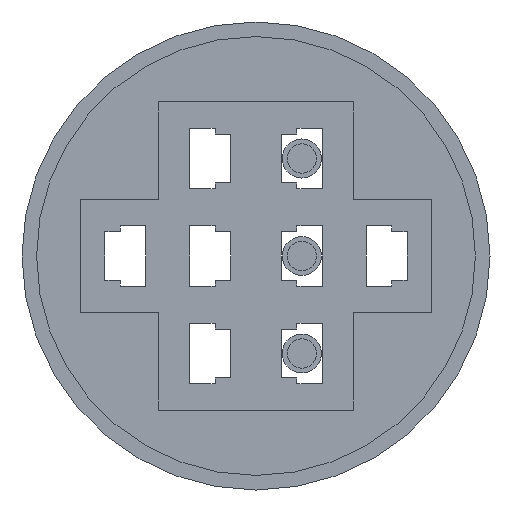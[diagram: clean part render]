
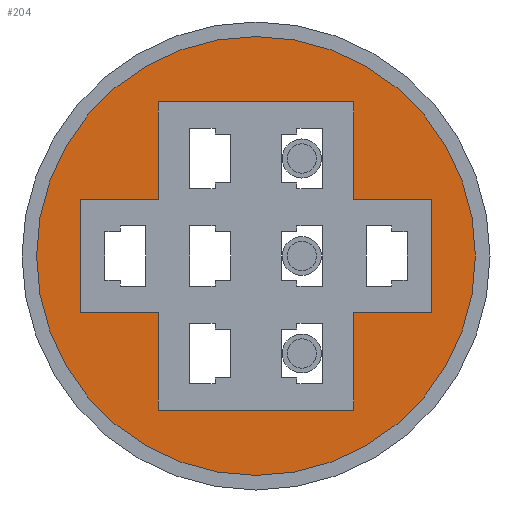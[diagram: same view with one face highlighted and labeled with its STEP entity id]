
A CAD part, front view. The second image highlights one B-rep face of the part: STEP entity #204.
In plain terms, the highlighted planar face has unit normal (0, -1, 0).
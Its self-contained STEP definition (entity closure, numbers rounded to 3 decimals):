
#204=ADVANCED_FACE('',(#1767,#1769),#1771,.T.);
#1767=FACE_BOUND('',#1768,.T.);
#1768=EDGE_LOOP('',(#3072));
#1769=FACE_BOUND('',#1770,.T.);
#1770=EDGE_LOOP('',(#3073,#3074,#3075,#3076,#3077,#3078,#3079,#3080,#3081,#3082,
#3083,#3084));
#1771=PLANE('',#1772);
#1772=AXIS2_PLACEMENT_3D('',#1773,#1774,#1775);
#1773=CARTESIAN_POINT('',(0.,-14.2,0.));
#1774=DIRECTION('',(0.,-1.,0.));
#1775=DIRECTION('',(1.,0.,0.));
#3072=ORIENTED_EDGE('',*,*,#3987,.T.);
#3073=ORIENTED_EDGE('',*,*,#3986,.T.);
#3074=ORIENTED_EDGE('',*,*,#3984,.T.);
#3075=ORIENTED_EDGE('',*,*,#3982,.T.);
#3076=ORIENTED_EDGE('',*,*,#3980,.T.);
#3077=ORIENTED_EDGE('',*,*,#3978,.T.);
#3078=ORIENTED_EDGE('',*,*,#3976,.T.);
#3079=ORIENTED_EDGE('',*,*,#3974,.T.);
#3080=ORIENTED_EDGE('',*,*,#3972,.T.);
#3081=ORIENTED_EDGE('',*,*,#3970,.T.);
#3082=ORIENTED_EDGE('',*,*,#3968,.T.);
#3083=ORIENTED_EDGE('',*,*,#3966,.T.);
#3084=ORIENTED_EDGE('',*,*,#3964,.T.);
#3964=EDGE_CURVE('',#4513,#4511,#4514,.T.);
#3966=EDGE_CURVE('',#4516,#4513,#4517,.T.);
#3968=EDGE_CURVE('',#4519,#4516,#4520,.T.);
#3970=EDGE_CURVE('',#4522,#4519,#4523,.T.);
#3972=EDGE_CURVE('',#4525,#4522,#4526,.T.);
#3974=EDGE_CURVE('',#4528,#4525,#4529,.T.);
#3976=EDGE_CURVE('',#4531,#4528,#4532,.T.);
#3978=EDGE_CURVE('',#4534,#4531,#4535,.T.);
#3980=EDGE_CURVE('',#4537,#4534,#4538,.T.);
#3982=EDGE_CURVE('',#4540,#4537,#4541,.T.);
#3984=EDGE_CURVE('',#4543,#4540,#4544,.T.);
#3986=EDGE_CURVE('',#4511,#4543,#4546,.T.);
#3987=EDGE_CURVE('',#4547,#4547,#4548,.T.);
#4511=VERTEX_POINT('',#5459);
#4513=VERTEX_POINT('',#5463);
#4514=LINE('',#5464,#5465);
#4516=VERTEX_POINT('',#5470);
#4517=LINE('',#5471,#5472);
#4519=VERTEX_POINT('',#5477);
#4520=LINE('',#5478,#5479);
#4522=VERTEX_POINT('',#5484);
#4523=LINE('',#5485,#5486);
#4525=VERTEX_POINT('',#5491);
#4526=LINE('',#5492,#5493);
#4528=VERTEX_POINT('',#5498);
#4529=LINE('',#5499,#5500);
#4531=VERTEX_POINT('',#5505);
#4532=LINE('',#5506,#5507);
#4534=VERTEX_POINT('',#5512);
#4535=LINE('',#5513,#5514);
#4537=VERTEX_POINT('',#5519);
#4538=LINE('',#5520,#5521);
#4540=VERTEX_POINT('',#5526);
#4541=LINE('',#5527,#5528);
#4543=VERTEX_POINT('',#5533);
#4544=LINE('',#5534,#5535);
#4546=LINE('',#5540,#5541);
#4547=VERTEX_POINT('',#5543);
#4548=CIRCLE('',#5544,11.25);
#5459=CARTESIAN_POINT('',(5.,-14.2,7.9));
#5463=CARTESIAN_POINT('',(-5.,-14.2,7.9));
#5464=CARTESIAN_POINT('',(-5.,-14.2,7.9));
#5465=VECTOR('',#5466,1.);
#5466=DIRECTION('',(1.,0.,0.));
#5470=CARTESIAN_POINT('',(-5.,-14.2,2.9));
#5471=CARTESIAN_POINT('',(-5.,-14.2,2.9));
#5472=VECTOR('',#5473,1.);
#5473=DIRECTION('',(0.,0.,1.));
#5477=CARTESIAN_POINT('',(-9.,-14.2,2.9));
#5478=CARTESIAN_POINT('',(-9.,-14.2,2.9));
#5479=VECTOR('',#5480,1.);
#5480=DIRECTION('',(1.,0.,0.));
#5484=CARTESIAN_POINT('',(-9.,-14.2,-2.9));
#5485=CARTESIAN_POINT('',(-9.,-14.2,-2.9));
#5486=VECTOR('',#5487,1.);
#5487=DIRECTION('',(0.,0.,1.));
#5491=CARTESIAN_POINT('',(-5.,-14.2,-2.9));
#5492=CARTESIAN_POINT('',(-5.,-14.2,-2.9));
#5493=VECTOR('',#5494,1.);
#5494=DIRECTION('',(-1.,0.,0.));
#5498=CARTESIAN_POINT('',(-5.,-14.2,-7.9));
#5499=CARTESIAN_POINT('',(-5.,-14.2,-7.9));
#5500=VECTOR('',#5501,1.);
#5501=DIRECTION('',(0.,0.,1.));
#5505=CARTESIAN_POINT('',(5.,-14.2,-7.9));
#5506=CARTESIAN_POINT('',(5.,-14.2,-7.9));
#5507=VECTOR('',#5508,1.);
#5508=DIRECTION('',(-1.,0.,0.));
#5512=CARTESIAN_POINT('',(5.,-14.2,-2.9));
#5513=CARTESIAN_POINT('',(5.,-14.2,-2.9));
#5514=VECTOR('',#5515,1.);
#5515=DIRECTION('',(0.,0.,-1.));
#5519=CARTESIAN_POINT('',(9.,-14.2,-2.9));
#5520=CARTESIAN_POINT('',(9.,-14.2,-2.9));
#5521=VECTOR('',#5522,1.);
#5522=DIRECTION('',(-1.,0.,0.));
#5526=CARTESIAN_POINT('',(9.,-14.2,2.9));
#5527=CARTESIAN_POINT('',(9.,-14.2,2.9));
#5528=VECTOR('',#5529,1.);
#5529=DIRECTION('',(0.,0.,-1.));
#5533=CARTESIAN_POINT('',(5.,-14.2,2.9));
#5534=CARTESIAN_POINT('',(5.,-14.2,2.9));
#5535=VECTOR('',#5536,1.);
#5536=DIRECTION('',(1.,0.,0.));
#5540=CARTESIAN_POINT('',(5.,-14.2,7.9));
#5541=VECTOR('',#5542,1.);
#5542=DIRECTION('',(0.,0.,-1.));
#5543=CARTESIAN_POINT('',(11.25,-14.2,0.));
#5544=AXIS2_PLACEMENT_3D('',#5545,#5546,#5547);
#5545=CARTESIAN_POINT('',(0.,-14.2,0.));
#5546=DIRECTION('',(0.,-1.,0.));
#5547=DIRECTION('',(1.,0.,0.));
